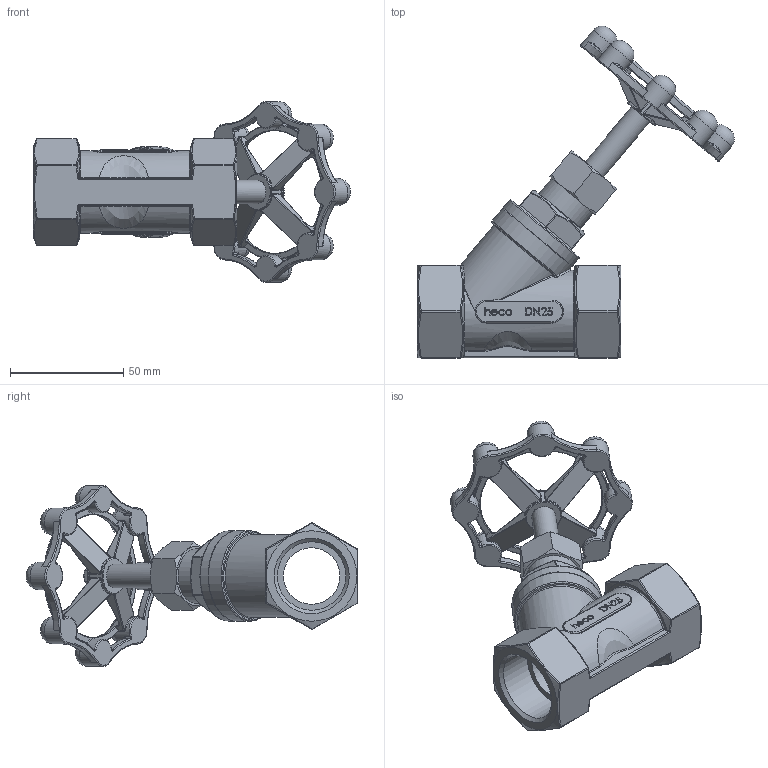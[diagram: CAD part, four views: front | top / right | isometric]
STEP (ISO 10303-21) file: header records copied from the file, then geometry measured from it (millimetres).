
FILE_DESCRIPTION (( 'STEP AP214' ), '1' );
FILE_NAME ('MV-100-S00-4 Muffenschrägsitzventil heco.STEP', '2015-04-15T09:44:12', ( 'test' ), ( '' ), 'SwSTEP 2.0', 'SolidWorks 2011', '' );
FILE_SCHEMA (( 'AUTOMOTIVE_DESIGN' ));
Length unit declared in the file: millimetre
Products named in the file (1): MV-100-S00-4 Muffenschrägsitzventil heco
Bounding box: 140.22 x 146.81 x 79.97 mm (x, y, z)
Volume: 134842.5 mm3; surface area: 41020.1 mm2
Topology: 2 solids, 2 shells, 1186 faces, 2903 edges, 1693 vertices
Faces by surface type: bspline 461, plane 294, cylinder 189, torus 164, sphere 41, cone 37
Full cylindrical faces by diameter (mm): 5.05 x1, 10.5 x1, 12 x8, 16 x2, 17.5 x1, 24 x1, 25 x1, 30.292 x2, 40 x2
Entity records: 65162 total; most frequent: CARTESIAN_POINT 27992, ORIENTED_EDGE 5542, DIRECTION 4192, EDGE_CURVE 2771, VERTEX_POINT 1665, AXIS2_PLACEMENT_3D 1652, EDGE_LOOP 1290, FACE_OUTER_BOUND 1221
